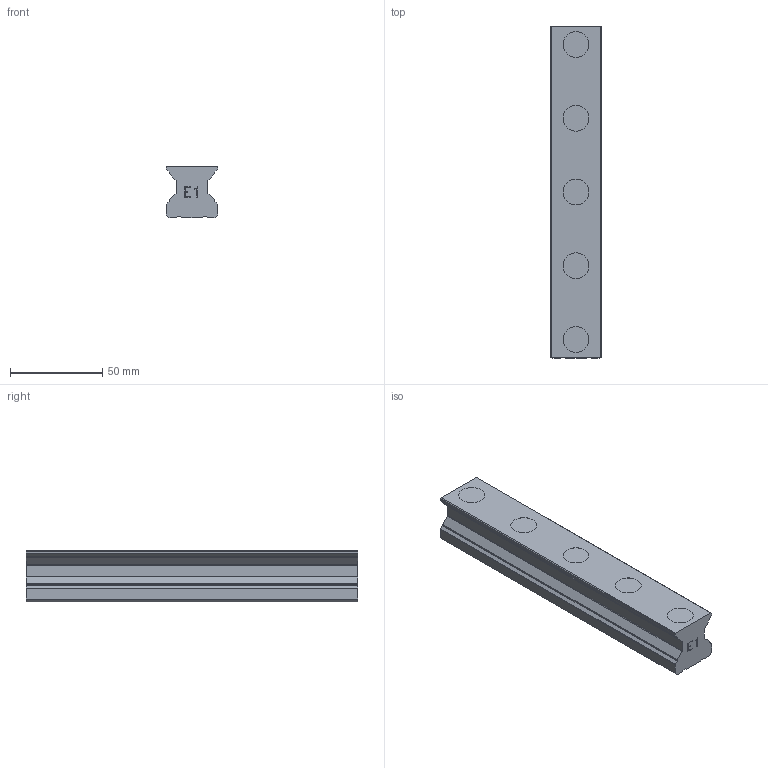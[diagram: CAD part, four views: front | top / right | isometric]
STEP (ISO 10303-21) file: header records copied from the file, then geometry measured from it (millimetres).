
FILE_DESCRIPTION(('STEP AP214'),'1');
FILE_NAME('cctmp_ED785A7D-7396-4C66-9B5F-FFBC04FD84BA_2021_03_11_11_21_17_0927..stp','2021-03-11T10:21:18',('HIWIN GmbH'),('CADClick - www.CADClick.com'),'Spatial InterOp 3D',' ','unknown authorization');
FILE_SCHEMA(('AUTOMOTIVE_DESIGN'));
Length unit declared in the file: millimetre
Products named in the file (1): RGR30R180H_FILE
Bounding box: 28 x 180 x 28 mm (x, y, z)
Volume: 101955.2 mm3; surface area: 28456.8 mm2
Topology: 1 solids, 1 shells, 160 faces, 417 edges, 278 vertices
Faces by surface type: plane 112, cylinder 48
Entity records: 6201 total; most frequent: CARTESIAN_POINT 856, DIRECTION 835, ORIENTED_EDGE 834, EDGE_CURVE 417, LINE 321, VECTOR 321, VERTEX_POINT 278, AXIS2_PLACEMENT_3D 257
